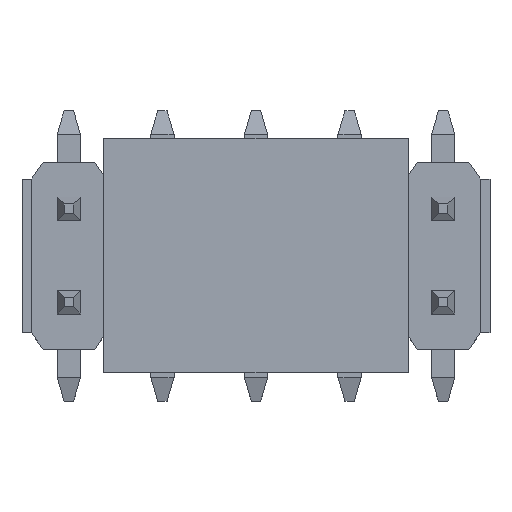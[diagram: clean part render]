
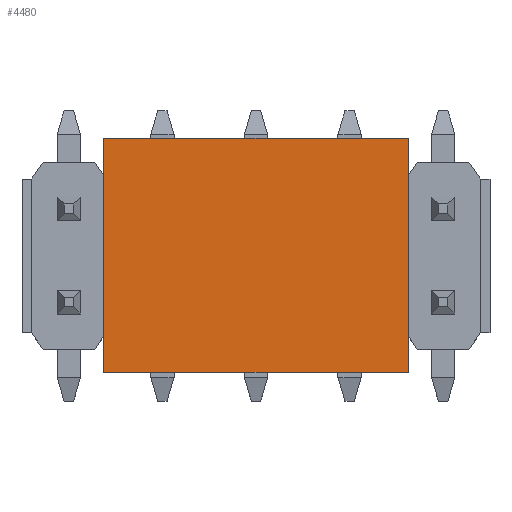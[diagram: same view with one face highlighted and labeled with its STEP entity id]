
A CAD part, top view. The second image highlights one B-rep face of the part: STEP entity #4480.
In plain terms, the highlighted planar face has unit normal (0, 0, 1).
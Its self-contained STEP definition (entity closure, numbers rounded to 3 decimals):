
#1215=ORIENTED_EDGE('',*,*,#1886,.T.);
#1216=ORIENTED_EDGE('',*,*,#1853,.F.);
#1217=ORIENTED_EDGE('',*,*,#1884,.F.);
#1218=ORIENTED_EDGE('',*,*,#1857,.T.);
#1853=EDGE_CURVE('',#2269,#2270,#2853,.T.);
#1857=EDGE_CURVE('',#2274,#2273,#2857,.T.);
#1884=EDGE_CURVE('',#2274,#2269,#2881,.T.);
#1886=EDGE_CURVE('',#2273,#2270,#2883,.T.);
#2269=VERTEX_POINT('',#6999);
#2270=VERTEX_POINT('',#7001);
#2273=VERTEX_POINT('',#7008);
#2274=VERTEX_POINT('',#7010);
#2853=LINE('',#7000,#3459);
#2857=LINE('',#7009,#3463);
#2881=LINE('',#7062,#3487);
#2883=LINE('',#7066,#3489);
#3459=VECTOR('',#5759,1000.);
#3463=VECTOR('',#5765,1000.);
#3487=VECTOR('',#5797,1000.);
#3489=VECTOR('',#5801,1000.);
#3763=EDGE_LOOP('',(#1215,#1216,#1217,#1218));
#4017=FACE_BOUND('',#3763,.T.);
#4249=PLANE('',#4767);
#4480=ADVANCED_FACE('',(#4017),#4249,.F.);
#4767=AXIS2_PLACEMENT_3D('',#7114,#5829,#5830);
#5759=DIRECTION('',(0.,1.,0.));
#5765=DIRECTION('',(0.,1.,0.));
#5797=DIRECTION('',(-1.,0.,0.));
#5801=DIRECTION('',(-1.,0.,0.));
#5829=DIRECTION('',(0.,0.,-1.));
#5830=DIRECTION('',(-1.,0.,0.));
#6999=CARTESIAN_POINT('',(-2.5,-3.25,2.25));
#7000=CARTESIAN_POINT('',(-2.5,-3.25,2.25));
#7001=CARTESIAN_POINT('',(-2.5,3.25,2.25));
#7008=CARTESIAN_POINT('',(2.5,3.25,2.25));
#7009=CARTESIAN_POINT('',(2.5,-3.25,2.25));
#7010=CARTESIAN_POINT('',(2.5,-3.25,2.25));
#7062=CARTESIAN_POINT('',(2.5,-3.25,2.25));
#7066=CARTESIAN_POINT('',(2.5,3.25,2.25));
#7114=CARTESIAN_POINT('',(2.5,-3.25,2.25));
